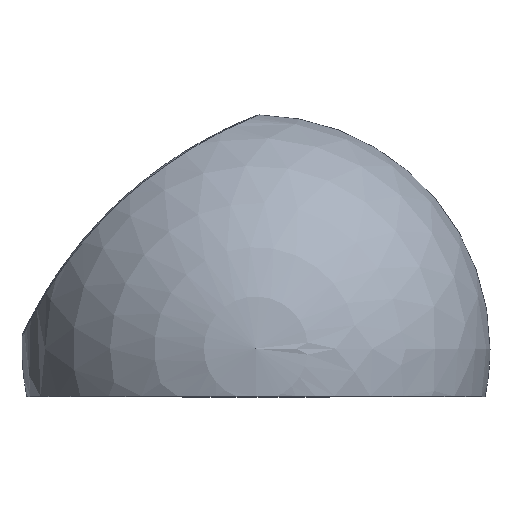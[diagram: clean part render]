
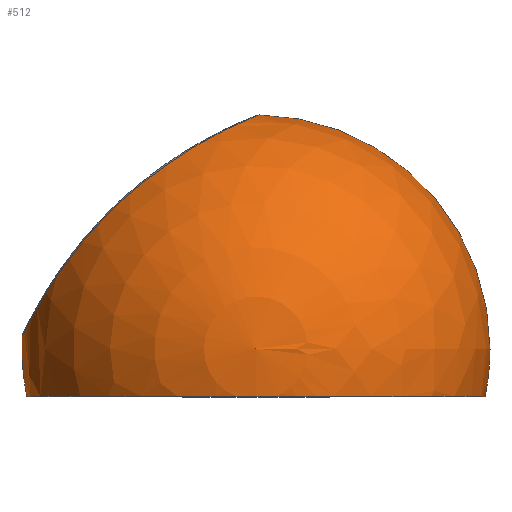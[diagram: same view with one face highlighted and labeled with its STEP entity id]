
A CAD part, top view. The second image highlights one B-rep face of the part: STEP entity #512.
In plain terms, the highlighted spherical face has radius 29.5 mm.
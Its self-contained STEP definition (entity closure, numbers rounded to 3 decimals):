
#9 = ORIENTED_EDGE ( 'NONE', *, *, #671, .T. ) ;
#60 = CARTESIAN_POINT ( 'NONE',  ( 0.366, 29.481, 1.135 ) ) ;
#61 = EDGE_CURVE ( 'NONE', #1391, #544, #910, .T. ) ;
#65 = VERTEX_POINT ( 'NONE', #791 ) ;
#85 = AXIS2_PLACEMENT_3D ( 'NONE', #1077, #968, #251 ) ;
#88 = CARTESIAN_POINT ( 'NONE',  ( -23.981, 10.726, 13.433 ) ) ;
#95 = CARTESIAN_POINT ( 'NONE',  ( -2.855, 28.065, 8.647 ) ) ;
#98 = CARTESIAN_POINT ( 'NONE',  ( -1.048, 28.886, 5.923 ) ) ;
#102 = CARTESIAN_POINT ( 'NONE',  ( -12.42, 22.379, 14.712 ) ) ;
#119 = FACE_OUTER_BOUND ( 'NONE', #1543, .T. ) ;
#135 = EDGE_CURVE ( 'NONE', #486, #1446, #522, .T. ) ;
#194 = CARTESIAN_POINT ( 'NONE',  ( 0.405, 29.497, 0.567 ) ) ;
#200 = CARTESIAN_POINT ( 'NONE',  ( -0.805, 28.991, 5.427 ) ) ;
#203 = CARTESIAN_POINT ( 'NONE',  ( -29.374, 1.765, 2.101 ) ) ;
#209 = CARTESIAN_POINT ( 'NONE',  ( -14.163, 21.036, 15.113 ) ) ;
#214 = CARTESIAN_POINT ( 'NONE',  ( -1.585, 28.649, 6.878 ) ) ;
#222 = CARTESIAN_POINT ( 'NONE',  ( -29.457, 1.595, 0. ) ) ;
#249 = ORIENTED_EDGE ( 'NONE', *, *, #1095, .F. ) ;
#251 = DIRECTION ( 'NONE',  ( 0., 0., 1. ) ) ;
#281 = DIRECTION ( 'NONE',  ( 1., 0., 0. ) ) ;
#288 = VERTEX_POINT ( 'NONE', #1084 ) ;
#303 = CARTESIAN_POINT ( 'NONE',  ( -0.12, 29.281, 3.598 ) ) ;
#308 = DIRECTION ( 'NONE',  ( 0., 1., 0. ) ) ;
#310 = ORIENTED_EDGE ( 'NONE', *, *, #749, .T. ) ;
#322 = CARTESIAN_POINT ( 'NONE',  ( -29.348, 1.818, 2.397 ) ) ;
#329 = CARTESIAN_POINT ( 'NONE',  ( -27.729, 4.891, 8.819 ) ) ;
#340 = CARTESIAN_POINT ( 'NONE',  ( -1.879, 28.517, 7.337 ) ) ;
#344 = CARTESIAN_POINT ( 'NONE',  ( -22.031, 13.255, 14.508 ) ) ;
#360 = DIRECTION ( 'NONE',  ( 0., 0., -1. ) ) ;
#446 = AXIS2_PLACEMENT_3D ( 'NONE', #695, #360, #707 ) ;
#450 = ORIENTED_EDGE ( 'NONE', *, *, #135, .T. ) ;
#457 = CARTESIAN_POINT ( 'NONE',  ( -19.877, 15.72, 15.143 ) ) ;
#463 = CARTESIAN_POINT ( 'NONE',  ( -7.596, 25.555, 12.641 ) ) ;
#465 = CARTESIAN_POINT ( 'NONE',  ( -11.527, 23.023, 14.442 ) ) ;
#472 = CARTESIAN_POINT ( 'NONE',  ( -6.321, 26.285, 11.82 ) ) ;
#486 = VERTEX_POINT ( 'NONE', #1058 ) ;
#512 = ADVANCED_FACE ( 'NONE', ( #119 ), #756, .T. ) ;
#522 = CIRCLE ( 'NONE', #1338, 28.883 ) ;
#544 = VERTEX_POINT ( 'NONE', #222 ) ;
#572 = CARTESIAN_POINT ( 'NONE',  ( -7.168, 25.805, 12.381 ) ) ;
#573 = AXIS2_PLACEMENT_3D ( 'NONE', #856, #980, #1441 ) ;
#577 = CARTESIAN_POINT ( 'NONE',  ( -15.02, 20.334, 15.246 ) ) ;
#582 = CARTESIAN_POINT ( 'NONE',  ( -23.355, 11.567, 13.833 ) ) ;
#583 = CARTESIAN_POINT ( 'NONE',  ( -19.116, 16.523, 15.267 ) ) ;
#605 = CIRCLE ( 'NONE', #85, 28.883 ) ;
#630 = DIRECTION ( 'NONE',  ( 0., 0., 1. ) ) ;
#665 = DIRECTION ( 'NONE',  ( 0., 0., 1. ) ) ;
#669 = CARTESIAN_POINT ( 'NONE',  ( -29.457, 1.595, 0.607 ) ) ;
#671 = EDGE_CURVE ( 'NONE', #65, #1391, #819, .T. ) ;
#681 = CARTESIAN_POINT ( 'NONE',  ( 28.883, -6., 0. ) ) ;
#684 = CARTESIAN_POINT ( 'NONE',  ( -29.208, 2.1, 3.57 ) ) ;
#685 = CARTESIAN_POINT ( 'NONE',  ( -17.924, 17.704, 15.358 ) ) ;
#690 = CARTESIAN_POINT ( 'NONE',  ( -27.912, 4.561, 8.406 ) ) ;
#695 = CARTESIAN_POINT ( 'NONE',  ( 0., 0., 0. ) ) ;
#707 = DIRECTION ( 'NONE',  ( 1., 0., 0. ) ) ;
#749 = EDGE_CURVE ( 'NONE', #288, #486, #605, .T. ) ;
#754 = ORIENTED_EDGE ( 'NONE', *, *, #61, .T. ) ;
#756 = SPHERICAL_SURFACE ( 'NONE', #446, 29.5 ) ;
#780 = CARTESIAN_POINT ( 'NONE',  ( 0., -6., 0. ) ) ;
#791 = CARTESIAN_POINT ( 'NONE',  ( 0.405, 29.497, 0. ) ) ;
#810 = CARTESIAN_POINT ( 'NONE',  ( -26.676, 6.687, 10.688 ) ) ;
#817 = CARTESIAN_POINT ( 'NONE',  ( -27.124, 5.94, 9.978 ) ) ;
#819 = B_SPLINE_CURVE_WITH_KNOTS ( 'NONE', 3,
 ( #933, #194, #60, #1490, #1015, #303, #1134, #1251, #897, #200, #98, #214, #340, #1161, #95, #1408, #1047, #1043, #472, #572, #463, #1289, #1170, #465, #102, #209, #577, #1538, #1281, #1405, #685, #583, #457, #1274, #344, #1398, #582, #88, #1165, #1527, #918, #1051, #810, #817, #1285, #329, #690, #1533, #931, #1411, #822, #934 ),
 .UNSPECIFIED., .F., .F.,
 ( 4, 2, 2, 2, 2, 2, 2, 2, 2, 2, 2, 2, 2, 2, 2, 2, 2, 2, 2, 2, 2, 2, 2, 2, 2, 4 ),
 ( 0., 0.002, 0.003, 0.004, 0.005, 0.007, 0.009, 0.01, 0.014, 0.015, 0.017, 0.02, 0.024, 0.027, 0.029, 0.031, 0.034, 0.037, 0.039, 0.041, 0.044, 0.046, 0.048, 0.049, 0.051, 0.054 ),
 .UNSPECIFIED. ) ;
#822 = CARTESIAN_POINT ( 'NONE',  ( -29.054, 2.407, 4.646 ) ) ;
#856 = CARTESIAN_POINT ( 'NONE',  ( 0., 0., 0. ) ) ;
#874 = CARTESIAN_POINT ( 'NONE',  ( -29.208, 2.1, 3.57 ) ) ;
#897 = CARTESIAN_POINT ( 'NONE',  ( -0.484, 29.128, 4.655 ) ) ;
#910 = B_SPLINE_CURVE_WITH_KNOTS ( 'NONE', 3,
 ( #684, #1518, #1396, #322, #203, #1155, #669, #916 ),
 .UNSPECIFIED., .F., .F.,
 ( 4, 2, 2, 4 ),
 ( 0.054, 0.055, 0.056, 0.058 ),
 .UNSPECIFIED. ) ;
#916 = CARTESIAN_POINT ( 'NONE',  ( -29.457, 1.595, 0. ) ) ;
#918 = CARTESIAN_POINT ( 'NONE',  ( -25.693, 8.257, 11.967 ) ) ;
#931 = CARTESIAN_POINT ( 'NONE',  ( -28.411, 3.644, 7.078 ) ) ;
#933 = CARTESIAN_POINT ( 'NONE',  ( 0.405, 29.497, 0. ) ) ;
#934 = CARTESIAN_POINT ( 'NONE',  ( -29.208, 2.1, 3.57 ) ) ;
#968 = DIRECTION ( 'NONE',  ( 0., 1., 0. ) ) ;
#980 = DIRECTION ( 'NONE',  ( 0., 0., -1. ) ) ;
#997 = ORIENTED_EDGE ( 'NONE', *, *, #1151, .T. ) ;
#1015 = CARTESIAN_POINT ( 'NONE',  ( 0.101, 29.373, 2.793 ) ) ;
#1043 = CARTESIAN_POINT ( 'NONE',  ( -5.901, 26.516, 11.518 ) ) ;
#1047 = CARTESIAN_POINT ( 'NONE',  ( -4.682, 27.168, 10.558 ) ) ;
#1051 = CARTESIAN_POINT ( 'NONE',  ( -26.438, 7.076, 11.025 ) ) ;
#1058 = CARTESIAN_POINT ( 'NONE',  ( 0., -6., 28.883 ) ) ;
#1077 = CARTESIAN_POINT ( 'NONE',  ( 0., -6., 0. ) ) ;
#1084 = CARTESIAN_POINT ( 'NONE',  ( -28.883, -6., 0. ) ) ;
#1095 = EDGE_CURVE ( 'NONE', #288, #544, #1113, .T. ) ;
#1113 = CIRCLE ( 'NONE', #573, 29.5 ) ;
#1134 = CARTESIAN_POINT ( 'NONE',  ( -0.202, 29.246, 3.865 ) ) ;
#1151 = EDGE_CURVE ( 'NONE', #1446, #65, #1378, .T. ) ;
#1155 = CARTESIAN_POINT ( 'NONE',  ( -29.436, 1.638, 1.208 ) ) ;
#1161 = CARTESIAN_POINT ( 'NONE',  ( -2.515, 28.224, 8.224 ) ) ;
#1165 = CARTESIAN_POINT ( 'NONE',  ( -24.282, 10.309, 13.216 ) ) ;
#1170 = CARTESIAN_POINT ( 'NONE',  ( -9.764, 24.221, 13.767 ) ) ;
#1221 = CARTESIAN_POINT ( 'NONE',  ( 0., 0., 0. ) ) ;
#1251 = CARTESIAN_POINT ( 'NONE',  ( -0.384, 29.17, 4.393 ) ) ;
#1274 = CARTESIAN_POINT ( 'NONE',  ( -21.334, 14.086, 14.763 ) ) ;
#1281 = CARTESIAN_POINT ( 'NONE',  ( -16.694, 18.86, 15.368 ) ) ;
#1285 = CARTESIAN_POINT ( 'NONE',  ( -27.335, 5.58, 9.605 ) ) ;
#1289 = CARTESIAN_POINT ( 'NONE',  ( -8.889, 24.778, 13.362 ) ) ;
#1338 = AXIS2_PLACEMENT_3D ( 'NONE', #780, #308, #665 ) ;
#1378 = CIRCLE ( 'NONE', #1463, 29.5 ) ;
#1391 = VERTEX_POINT ( 'NONE', #874 ) ;
#1396 = CARTESIAN_POINT ( 'NONE',  ( -29.286, 1.943, 2.987 ) ) ;
#1398 = CARTESIAN_POINT ( 'NONE',  ( -23.029, 11.992, 14.016 ) ) ;
#1405 = CARTESIAN_POINT ( 'NONE',  ( -17.516, 18.095, 15.372 ) ) ;
#1408 = CARTESIAN_POINT ( 'NONE',  ( -3.915, 27.554, 9.846 ) ) ;
#1411 = CARTESIAN_POINT ( 'NONE',  ( -28.836, 2.84, 5.654 ) ) ;
#1441 = DIRECTION ( 'NONE',  ( -1., 0., 0. ) ) ;
#1446 = VERTEX_POINT ( 'NONE', #681 ) ;
#1463 = AXIS2_PLACEMENT_3D ( 'NONE', #1221, #630, #281 ) ;
#1490 = CARTESIAN_POINT ( 'NONE',  ( 0.214, 29.419, 2.247 ) ) ;
#1518 = CARTESIAN_POINT ( 'NONE',  ( -29.249, 2.017, 3.281 ) ) ;
#1527 = CARTESIAN_POINT ( 'NONE',  ( -25.155, 9.068, 12.51 ) ) ;
#1533 = CARTESIAN_POINT ( 'NONE',  ( -28.253, 3.939, 7.537 ) ) ;
#1538 = CARTESIAN_POINT ( 'NONE',  ( -16.279, 19.234, 15.349 ) ) ;
#1543 = EDGE_LOOP ( 'NONE', ( #249, #310, #450, #997, #9, #754 ) ) ;
